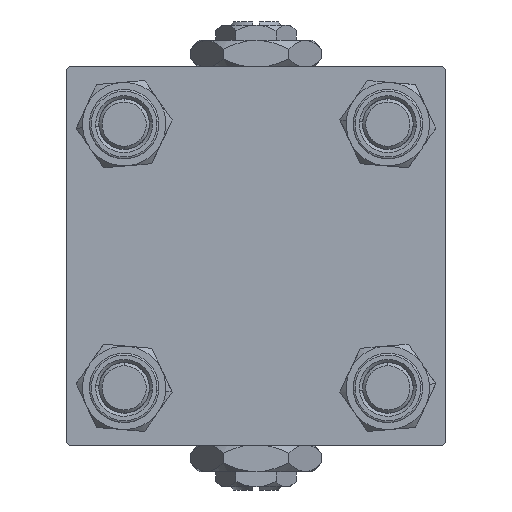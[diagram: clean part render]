
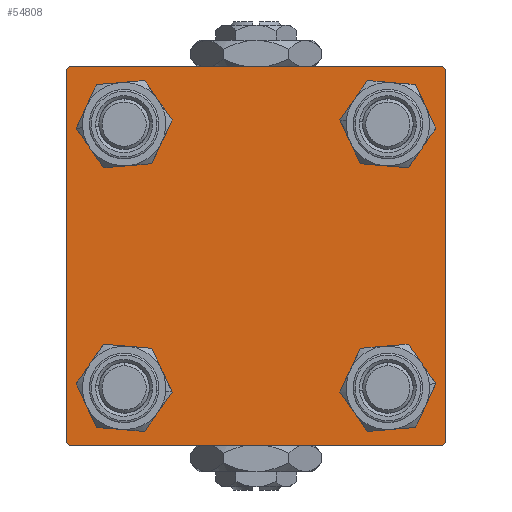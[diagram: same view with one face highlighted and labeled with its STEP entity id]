
A CAD part, left-side view. The second image highlights one B-rep face of the part: STEP entity #54808.
In plain terms, the highlighted planar face has unit normal (-1, 0, 0).
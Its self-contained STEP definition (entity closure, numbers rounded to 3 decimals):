
#279 = ORIENTED_EDGE ( 'NONE', *, *, #18561, .T. ) ;
#948 = FACE_BOUND ( 'NONE', #43296, .T. ) ;
#1359 = EDGE_CURVE ( 'NONE', #20157, #27473, #30301, .T. ) ;
#1436 = VERTEX_POINT ( 'NONE', #43736 ) ;
#1795 = CARTESIAN_POINT ( 'NONE',  ( 0., -30., -29.5 ) ) ;
#1945 = CIRCLE ( 'NONE', #49572, 4.5 ) ;
#1950 = LINE ( 'NONE', #50911, #39113 ) ;
#3150 = DIRECTION ( 'NONE',  ( 0., 0., 1. ) ) ;
#3972 = VECTOR ( 'NONE', #12583, 1000. ) ;
#4303 = ORIENTED_EDGE ( 'NONE', *, *, #4405, .T. ) ;
#4405 = EDGE_CURVE ( 'NONE', #56076, #36429, #41973, .T. ) ;
#4661 = DIRECTION ( 'NONE',  ( 0., 0., 1. ) ) ;
#4787 = VECTOR ( 'NONE', #22817, 1000. ) ;
#4949 = EDGE_CURVE ( 'NONE', #50254, #27692, #1950, .T. ) ;
#5689 = ORIENTED_EDGE ( 'NONE', *, *, #17121, .T. ) ;
#6356 = CARTESIAN_POINT ( 'NONE',  ( 0., -20.85, 20.85 ) ) ;
#6413 = DIRECTION ( 'NONE',  ( 0., 0., 1. ) ) ;
#6740 = ORIENTED_EDGE ( 'NONE', *, *, #33005, .F. ) ;
#7300 = DIRECTION ( 'NONE',  ( 1., 0., 0. ) ) ;
#7666 = EDGE_CURVE ( 'NONE', #27473, #27689, #17480, .T. ) ;
#10521 = CARTESIAN_POINT ( 'NONE',  ( 0., 29.75, -29.75 ) ) ;
#10567 = CIRCLE ( 'NONE', #51545, 4.5 ) ;
#11383 = VECTOR ( 'NONE', #53544, 1000. ) ;
#11578 = EDGE_CURVE ( 'NONE', #51478, #18743, #47184, .T. ) ;
#11883 = EDGE_LOOP ( 'NONE', ( #12315, #279, #49321, #23797, #39935, #47384, #6740, #47840 ) ) ;
#12315 = ORIENTED_EDGE ( 'NONE', *, *, #35384, .T. ) ;
#12583 = DIRECTION ( 'NONE',  ( 0., 0.707, -0.707 ) ) ;
#13491 = ORIENTED_EDGE ( 'NONE', *, *, #11578, .T. ) ;
#13755 = LINE ( 'NONE', #31978, #3972 ) ;
#14344 = VECTOR ( 'NONE', #43104, 1000. ) ;
#14374 = CARTESIAN_POINT ( 'NONE',  ( 0., 20.85, 20.85 ) ) ;
#15288 = DIRECTION ( 'NONE',  ( -1., 0., 0. ) ) ;
#16379 = CARTESIAN_POINT ( 'NONE',  ( 0., 29.5, 30. ) ) ;
#16427 = VERTEX_POINT ( 'NONE', #24315 ) ;
#16827 = AXIS2_PLACEMENT_3D ( 'NONE', #44636, #58352, #3150 ) ;
#17007 = CARTESIAN_POINT ( 'NONE',  ( 0., 30., -29.5 ) ) ;
#17121 = EDGE_CURVE ( 'NONE', #21768, #16427, #26324, .T. ) ;
#17130 = EDGE_CURVE ( 'NONE', #16427, #21768, #38749, .T. ) ;
#17480 = LINE ( 'NONE', #49109, #44773 ) ;
#17972 = DIRECTION ( 'NONE',  ( 0., 0., 1. ) ) ;
#18046 = LINE ( 'NONE', #49679, #4787 ) ;
#18218 = DIRECTION ( 'NONE',  ( 0., 0., -1. ) ) ;
#18561 = EDGE_CURVE ( 'NONE', #33775, #20157, #50217, .T. ) ;
#18743 = VERTEX_POINT ( 'NONE', #20647 ) ;
#20157 = VERTEX_POINT ( 'NONE', #47391 ) ;
#20465 = EDGE_CURVE ( 'NONE', #1436, #40218, #22666, .T. ) ;
#20647 = CARTESIAN_POINT ( 'NONE',  ( 0., 20.85, 25.35 ) ) ;
#20674 = CARTESIAN_POINT ( 'NONE',  ( 0., -20.85, 20.85 ) ) ;
#21082 = VECTOR ( 'NONE', #18218, 1000. ) ;
#21254 = CARTESIAN_POINT ( 'NONE',  ( 0., -29.5, -30. ) ) ;
#21620 = CARTESIAN_POINT ( 'NONE',  ( 0., 20.85, 20.85 ) ) ;
#21628 = CARTESIAN_POINT ( 'NONE',  ( 0., 30., -30. ) ) ;
#21768 = VERTEX_POINT ( 'NONE', #44306 ) ;
#22140 = AXIS2_PLACEMENT_3D ( 'NONE', #42463, #15288, #56467 ) ;
#22666 = CIRCLE ( 'NONE', #56018, 4.5 ) ;
#22817 = DIRECTION ( 'NONE',  ( 0., -1., 0. ) ) ;
#23338 = DIRECTION ( 'NONE',  ( 1., 0., 0. ) ) ;
#23797 = ORIENTED_EDGE ( 'NONE', *, *, #7666, .T. ) ;
#24315 = CARTESIAN_POINT ( 'NONE',  ( 0., -20.85, -25.35 ) ) ;
#24759 = CIRCLE ( 'NONE', #51420, 4.5 ) ;
#25400 = EDGE_LOOP ( 'NONE', ( #37744, #4303 ) ) ;
#25508 = EDGE_CURVE ( 'NONE', #36429, #56076, #24759, .T. ) ;
#26324 = CIRCLE ( 'NONE', #16827, 4.5 ) ;
#26730 = DIRECTION ( 'NONE',  ( 0., -0.707, 0.707 ) ) ;
#27473 = VERTEX_POINT ( 'NONE', #21254 ) ;
#27689 = VERTEX_POINT ( 'NONE', #1795 ) ;
#27692 = VERTEX_POINT ( 'NONE', #58458 ) ;
#28171 = DIRECTION ( 'NONE',  ( 0., 0., 1. ) ) ;
#28436 = DIRECTION ( 'NONE',  ( 0., -0.707, -0.707 ) ) ;
#28485 = CARTESIAN_POINT ( 'NONE',  ( 0., -30., 30. ) ) ;
#30202 = VECTOR ( 'NONE', #28436, 1000. ) ;
#30301 = LINE ( 'NONE', #21628, #11383 ) ;
#30828 = EDGE_LOOP ( 'NONE', ( #50715, #44169 ) ) ;
#31518 = VERTEX_POINT ( 'NONE', #16379 ) ;
#31653 = LINE ( 'NONE', #58791, #21082 ) ;
#31978 = CARTESIAN_POINT ( 'NONE',  ( 0., 29.75, 29.75 ) ) ;
#32434 = DIRECTION ( 'NONE',  ( 1., 0., 0. ) ) ;
#32789 = EDGE_CURVE ( 'NONE', #40218, #1436, #1945, .T. ) ;
#32905 = FACE_BOUND ( 'NONE', #25400, .T. ) ;
#33005 = EDGE_CURVE ( 'NONE', #31518, #27692, #18046, .T. ) ;
#33188 = EDGE_CURVE ( 'NONE', #50254, #27689, #37745, .T. ) ;
#33207 = FACE_OUTER_BOUND ( 'NONE', #11883, .T. ) ;
#33279 = EDGE_CURVE ( 'NONE', #18743, #51478, #10567, .T. ) ;
#33617 = DIRECTION ( 'NONE',  ( 0., 0.707, 0.707 ) ) ;
#33775 = VERTEX_POINT ( 'NONE', #17007 ) ;
#35384 = EDGE_CURVE ( 'NONE', #44398, #33775, #31653, .T. ) ;
#36429 = VERTEX_POINT ( 'NONE', #44715 ) ;
#37744 = ORIENTED_EDGE ( 'NONE', *, *, #25508, .T. ) ;
#37745 = LINE ( 'NONE', #28485, #14344 ) ;
#37995 = EDGE_LOOP ( 'NONE', ( #5689, #49286 ) ) ;
#38749 = CIRCLE ( 'NONE', #55895, 4.5 ) ;
#39113 = VECTOR ( 'NONE', #33617, 1000. ) ;
#39435 = CARTESIAN_POINT ( 'NONE',  ( 0., 20.85, -16.35 ) ) ;
#39580 = DIRECTION ( 'NONE',  ( 1., 0., 0. ) ) ;
#39935 = ORIENTED_EDGE ( 'NONE', *, *, #33188, .F. ) ;
#40046 = CARTESIAN_POINT ( 'NONE',  ( 0., -30., 29.5 ) ) ;
#40218 = VERTEX_POINT ( 'NONE', #39435 ) ;
#41033 = AXIS2_PLACEMENT_3D ( 'NONE', #6356, #55301, #28171 ) ;
#41854 = FACE_BOUND ( 'NONE', #37995, .T. ) ;
#41973 = CIRCLE ( 'NONE', #41033, 4.5 ) ;
#42257 = CARTESIAN_POINT ( 'NONE',  ( 0., 20.85, -20.85 ) ) ;
#42463 = CARTESIAN_POINT ( 'NONE',  ( 0., 0., 0. ) ) ;
#42546 = AXIS2_PLACEMENT_3D ( 'NONE', #21620, #7300, #44026 ) ;
#43104 = DIRECTION ( 'NONE',  ( 0., 0., -1. ) ) ;
#43296 = EDGE_LOOP ( 'NONE', ( #57026, #13491 ) ) ;
#43429 = DIRECTION ( 'NONE',  ( 1., 0., 0. ) ) ;
#43736 = CARTESIAN_POINT ( 'NONE',  ( 0., 20.85, -25.35 ) ) ;
#43940 = DIRECTION ( 'NONE',  ( 1., 0., 0. ) ) ;
#44026 = DIRECTION ( 'NONE',  ( 0., 0., 1. ) ) ;
#44169 = ORIENTED_EDGE ( 'NONE', *, *, #20465, .T. ) ;
#44306 = CARTESIAN_POINT ( 'NONE',  ( 0., -20.85, -16.35 ) ) ;
#44398 = VERTEX_POINT ( 'NONE', #52549 ) ;
#44636 = CARTESIAN_POINT ( 'NONE',  ( 0., -20.85, -20.85 ) ) ;
#44715 = CARTESIAN_POINT ( 'NONE',  ( 0., -20.85, 25.35 ) ) ;
#44773 = VECTOR ( 'NONE', #26730, 1000. ) ;
#46124 = CARTESIAN_POINT ( 'NONE',  ( 0., 20.85, 16.35 ) ) ;
#47184 = CIRCLE ( 'NONE', #42546, 4.5 ) ;
#47384 = ORIENTED_EDGE ( 'NONE', *, *, #4949, .T. ) ;
#47391 = CARTESIAN_POINT ( 'NONE',  ( 0., 29.5, -30. ) ) ;
#47517 = FACE_BOUND ( 'NONE', #30828, .T. ) ;
#47840 = ORIENTED_EDGE ( 'NONE', *, *, #49062, .T. ) ;
#49062 = EDGE_CURVE ( 'NONE', #31518, #44398, #13755, .T. ) ;
#49109 = CARTESIAN_POINT ( 'NONE',  ( 0., -29.75, -29.75 ) ) ;
#49286 = ORIENTED_EDGE ( 'NONE', *, *, #17130, .T. ) ;
#49321 = ORIENTED_EDGE ( 'NONE', *, *, #1359, .T. ) ;
#49398 = CARTESIAN_POINT ( 'NONE',  ( 0., -20.85, -20.85 ) ) ;
#49572 = AXIS2_PLACEMENT_3D ( 'NONE', #50337, #32434, #4661 ) ;
#49679 = CARTESIAN_POINT ( 'NONE',  ( 0., 30., 30. ) ) ;
#50217 = LINE ( 'NONE', #10521, #30202 ) ;
#50254 = VERTEX_POINT ( 'NONE', #40046 ) ;
#50337 = CARTESIAN_POINT ( 'NONE',  ( 0., 20.85, -20.85 ) ) ;
#50715 = ORIENTED_EDGE ( 'NONE', *, *, #32789, .T. ) ;
#50911 = CARTESIAN_POINT ( 'NONE',  ( 0., -29.75, 29.75 ) ) ;
#51395 = PLANE ( 'NONE',  #22140 ) ;
#51420 = AXIS2_PLACEMENT_3D ( 'NONE', #20674, #43940, #52588 ) ;
#51478 = VERTEX_POINT ( 'NONE', #46124 ) ;
#51545 = AXIS2_PLACEMENT_3D ( 'NONE', #14374, #23338, #17972 ) ;
#51564 = CARTESIAN_POINT ( 'NONE',  ( 0., -20.85, 16.35 ) ) ;
#52549 = CARTESIAN_POINT ( 'NONE',  ( 0., 30., 29.5 ) ) ;
#52588 = DIRECTION ( 'NONE',  ( 0., 0., 1. ) ) ;
#53544 = DIRECTION ( 'NONE',  ( 0., -1., 0. ) ) ;
#54808 = ADVANCED_FACE ( 'NONE', ( #32905, #41854, #47517, #948, #33207 ), #51395, .T. ) ;
#55301 = DIRECTION ( 'NONE',  ( 1., 0., 0. ) ) ;
#55895 = AXIS2_PLACEMENT_3D ( 'NONE', #49398, #39580, #57769 ) ;
#56018 = AXIS2_PLACEMENT_3D ( 'NONE', #42257, #43429, #6413 ) ;
#56076 = VERTEX_POINT ( 'NONE', #51564 ) ;
#56467 = DIRECTION ( 'NONE',  ( 0., 0., 1. ) ) ;
#57026 = ORIENTED_EDGE ( 'NONE', *, *, #33279, .T. ) ;
#57769 = DIRECTION ( 'NONE',  ( 0., 0., 1. ) ) ;
#58352 = DIRECTION ( 'NONE',  ( 1., 0., 0. ) ) ;
#58458 = CARTESIAN_POINT ( 'NONE',  ( 0., -29.5, 30. ) ) ;
#58791 = CARTESIAN_POINT ( 'NONE',  ( 0., 30., 30. ) ) ;
